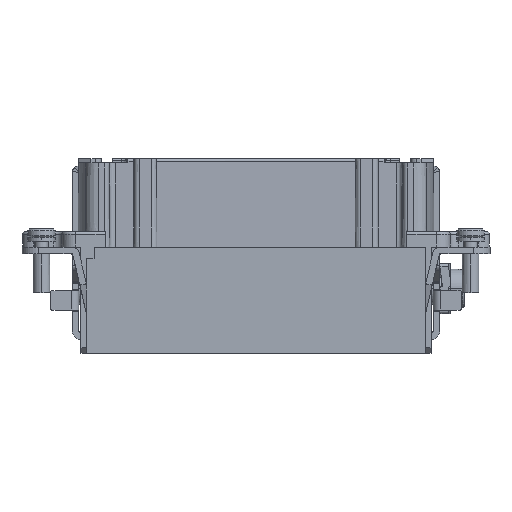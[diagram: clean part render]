
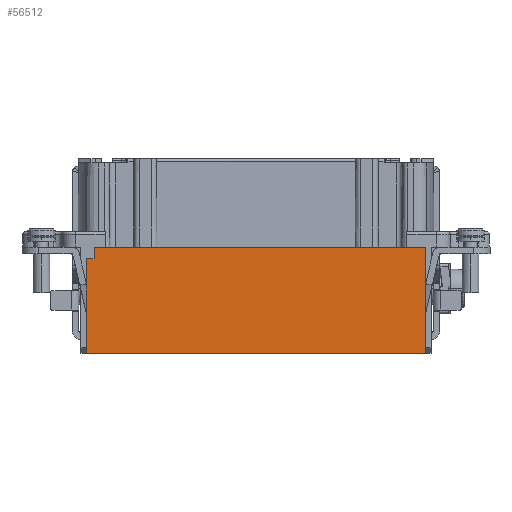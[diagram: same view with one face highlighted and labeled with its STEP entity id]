
A CAD part, left-side view. The second image highlights one B-rep face of the part: STEP entity #56512.
In plain terms, the highlighted planar face has unit normal (-1, 0, 0).
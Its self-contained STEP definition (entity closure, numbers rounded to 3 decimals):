
#927=DIRECTION('',(0.,-1.,0.));
#928=VECTOR('',#927,59.887);
#929=CARTESIAN_POINT('',(-16.95,29.237,-2.7));
#930=LINE('',#929,#928);
#5286=DIRECTION('',(0.,1.,0.));
#5287=VECTOR('',#5286,0.01);
#5288=CARTESIAN_POINT('',(-16.95,29.237,-4.7));
#5289=LINE('',#5288,#5287);
#5290=DIRECTION('',(0.,0.,1.));
#5291=VECTOR('',#5290,2.);
#5292=CARTESIAN_POINT('',(-16.95,29.237,-4.7));
#5293=LINE('',#5292,#5291);
#5294=DIRECTION('',(0.,-0.005,1.));
#5295=VECTOR('',#5294,0.1);
#5296=CARTESIAN_POINT('',(-16.95,29.248,-4.8));
#5297=LINE('',#5296,#5295);
#5302=DIRECTION('',(0.,0.,1.));
#5303=VECTOR('',#5302,19.2);
#5304=CARTESIAN_POINT('',(-16.95,-30.65,-21.9));
#5305=LINE('',#5304,#5303);
#8690=DIRECTION('',(0.,1.,0.));
#8691=VECTOR('',#8690,1.402);
#8692=CARTESIAN_POINT('',(-16.95,29.248,-4.8));
#8693=LINE('',#8692,#8691);
#9280=DIRECTION('',(0.,0.,-1.));
#9281=VECTOR('',#9280,17.1);
#9282=CARTESIAN_POINT('',(-16.95,30.65,-4.8));
#9283=LINE('',#9282,#9281);
#9312=DIRECTION('',(0.,1.,0.));
#9313=VECTOR('',#9312,61.3);
#9314=CARTESIAN_POINT('',(-16.95,-30.65,-21.9));
#9315=LINE('',#9314,#9313);
#43969=CARTESIAN_POINT('',(-16.95,-30.65,-21.9));
#43970=CARTESIAN_POINT('',(-16.95,30.65,-21.9));
#43971=VERTEX_POINT('',#43969);
#43972=VERTEX_POINT('',#43970);
#44031=CARTESIAN_POINT('',(-16.95,29.248,-4.8));
#44032=VERTEX_POINT('',#44031);
#44343=CARTESIAN_POINT('',(-16.95,29.247,-4.7));
#44344=VERTEX_POINT('',#44343);
#44349=CARTESIAN_POINT('',(-16.95,30.65,-4.8));
#44350=VERTEX_POINT('',#44349);
#44353=CARTESIAN_POINT('',(-16.95,29.237,-2.7));
#44354=CARTESIAN_POINT('',(-16.95,-30.65,-2.7));
#44355=VERTEX_POINT('',#44353);
#44356=VERTEX_POINT('',#44354);
#44366=CARTESIAN_POINT('',(-16.95,29.237,-4.7));
#44368=VERTEX_POINT('',#44366);
#56492=CARTESIAN_POINT('',(-16.95,27.3,-2.7));
#56493=DIRECTION('',(1.,0.,0.));
#56494=DIRECTION('',(0.,1.,0.));
#56495=AXIS2_PLACEMENT_3D('',#56492,#56493,#56494);
#56496=PLANE('',#56495);
#56497=ORIENTED_EDGE('',*,*,#56485,.F.);
#56498=ORIENTED_EDGE('',*,*,#56474,.T.);
#56499=ORIENTED_EDGE('',*,*,#54121,.T.);
#56501=ORIENTED_EDGE('',*,*,#56500,.F.);
#56503=ORIENTED_EDGE('',*,*,#56502,.T.);
#56505=ORIENTED_EDGE('',*,*,#56504,.F.);
#56507=ORIENTED_EDGE('',*,*,#56506,.F.);
#56509=ORIENTED_EDGE('',*,*,#56508,.T.);
#56510=EDGE_LOOP('',(#56497,#56498,#56499,#56501,#56503,#56505,#56507,#56509));
#56511=FACE_OUTER_BOUND('',#56510,.F.);
#56512=ADVANCED_FACE('',(#56511),#56496,.F.);
#54121=EDGE_CURVE('',#44355,#44356,#930,.T.);
#56474=EDGE_CURVE('',#44368,#44355,#5293,.T.);
#56485=EDGE_CURVE('',#44368,#44344,#5289,.T.);
#56500=EDGE_CURVE('',#43971,#44356,#5305,.T.);
#56502=EDGE_CURVE('',#43971,#43972,#9315,.T.);
#56504=EDGE_CURVE('',#44350,#43972,#9283,.T.);
#56506=EDGE_CURVE('',#44032,#44350,#8693,.T.);
#56508=EDGE_CURVE('',#44032,#44344,#5297,.T.);
